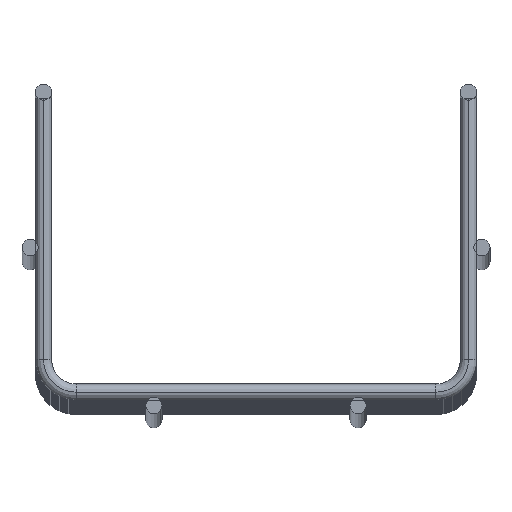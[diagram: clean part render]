
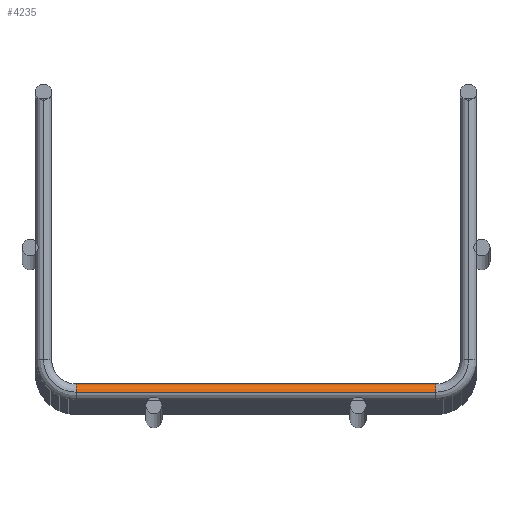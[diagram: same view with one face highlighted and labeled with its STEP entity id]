
A CAD part, top view. The second image highlights one B-rep face of the part: STEP entity #4235.
In plain terms, the highlighted cylindrical face has radius 2 mm (diameter 4 mm), a partial arc.
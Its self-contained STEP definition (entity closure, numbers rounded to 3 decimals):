
#358 = CARTESIAN_POINT ( 'NONE',  ( 44., 2., -2. ) ) ;
#468 = DIRECTION ( 'NONE',  ( -1., 0., 0. ) ) ;
#567 = DIRECTION ( 'NONE',  ( 1., 0., 0. ) ) ;
#828 = LINE ( 'NONE', #5422, #5435 ) ;
#1126 = DIRECTION ( 'NONE',  ( -1., 0., 0. ) ) ;
#1455 = CARTESIAN_POINT ( 'NONE',  ( -44., 4., -2. ) ) ;
#1560 = ORIENTED_EDGE ( 'NONE', *, *, #5734, .T. ) ;
#2363 = DIRECTION ( 'NONE',  ( 0., 0., -1. ) ) ;
#2722 = VERTEX_POINT ( 'NONE', #10078 ) ;
#3202 = DIRECTION ( 'NONE',  ( 0., 0., -1. ) ) ;
#3764 = VECTOR ( 'NONE', #468, 1000. ) ;
#3814 = AXIS2_PLACEMENT_3D ( 'NONE', #11931, #567, #2363 ) ;
#4176 = ORIENTED_EDGE ( 'NONE', *, *, #8825, .F. ) ;
#4235 = ADVANCED_FACE ( 'NONE', ( #4538 ), #8299, .T. ) ;
#4466 = AXIS2_PLACEMENT_3D ( 'NONE', #358, #11669, #3202 ) ;
#4538 = FACE_OUTER_BOUND ( 'NONE', #9163, .T. ) ;
#4772 = CARTESIAN_POINT ( 'NONE',  ( -44., 2., 0. ) ) ;
#5333 = EDGE_CURVE ( 'NONE', #2722, #6748, #828, .T. ) ;
#5422 = CARTESIAN_POINT ( 'NONE',  ( -44., 2., 0. ) ) ;
#5435 = VECTOR ( 'NONE', #11156, 1000. ) ;
#5734 = EDGE_CURVE ( 'NONE', #6044, #6748, #8166, .T. ) ;
#6044 = VERTEX_POINT ( 'NONE', #10499 ) ;
#6650 = CIRCLE ( 'NONE', #4466, 2. ) ;
#6748 = VERTEX_POINT ( 'NONE', #4772 ) ;
#7312 = CARTESIAN_POINT ( 'NONE',  ( 44., 4., -2. ) ) ;
#8012 = LINE ( 'NONE', #1455, #3764 ) ;
#8166 = CIRCLE ( 'NONE', #3814, 2. ) ;
#8299 = CYLINDRICAL_SURFACE ( 'NONE', #11598, 2. ) ;
#8472 = VERTEX_POINT ( 'NONE', #7312 ) ;
#8825 = EDGE_CURVE ( 'NONE', #8472, #2722, #6650, .T. ) ;
#9163 = EDGE_LOOP ( 'NONE', ( #9233, #1560, #10070, #4176 ) ) ;
#9233 = ORIENTED_EDGE ( 'NONE', *, *, #9882, .T. ) ;
#9709 = DIRECTION ( 'NONE',  ( 0., -1., 0. ) ) ;
#9882 = EDGE_CURVE ( 'NONE', #8472, #6044, #8012, .T. ) ;
#10070 = ORIENTED_EDGE ( 'NONE', *, *, #5333, .F. ) ;
#10078 = CARTESIAN_POINT ( 'NONE',  ( 44., 2., 0. ) ) ;
#10499 = CARTESIAN_POINT ( 'NONE',  ( -44., 4., -2. ) ) ;
#11156 = DIRECTION ( 'NONE',  ( -1., 0., 0. ) ) ;
#11598 = AXIS2_PLACEMENT_3D ( 'NONE', #12071, #1126, #9709 ) ;
#11669 = DIRECTION ( 'NONE',  ( 1., 0., 0. ) ) ;
#11931 = CARTESIAN_POINT ( 'NONE',  ( -44., 2., -2. ) ) ;
#12071 = CARTESIAN_POINT ( 'NONE',  ( -54., 2., -2. ) ) ;
